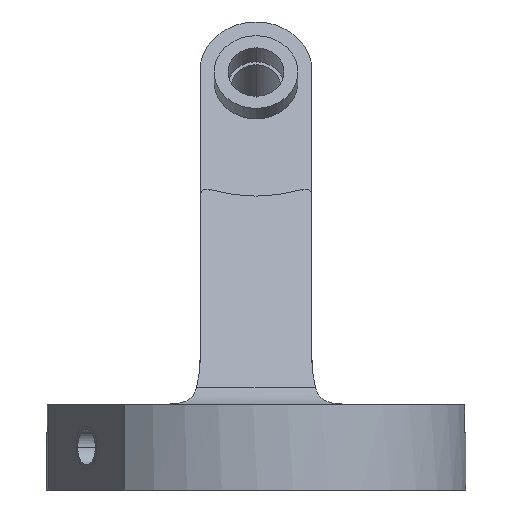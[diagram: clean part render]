
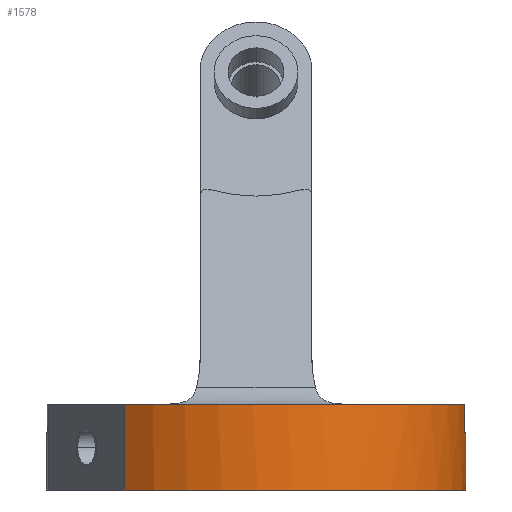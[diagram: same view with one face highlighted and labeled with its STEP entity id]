
A CAD part, left-side view. The second image highlights one B-rep face of the part: STEP entity #1578.
In plain terms, the highlighted cylindrical face has radius 15 mm (diameter 30 mm), a partial arc.
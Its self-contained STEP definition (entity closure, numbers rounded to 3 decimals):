
#336=DIRECTION('',(0.,0.,1.));
#337=VECTOR('',#336,2.);
#338=CARTESIAN_POINT('',(-1.327,-14.941,4.1));
#339=LINE('',#338,#337);
#340=DIRECTION('',(0.,0.,-1.));
#341=VECTOR('',#340,2.);
#342=CARTESIAN_POINT('',(1.327,-14.941,6.1));
#343=LINE('',#342,#341);
#344=CARTESIAN_POINT('',(0.,0.,6.1));
#345=DIRECTION('',(0.,0.,1.));
#346=DIRECTION('',(0.088,-0.996,0.));
#347=AXIS2_PLACEMENT_3D('',#344,#345,#346);
#349=DIRECTION('',(0.,0.,1.));
#350=VECTOR('',#349,6.1);
#351=CARTESIAN_POINT('',(2.336,-14.817,0.));
#352=LINE('',#351,#350);
#353=CARTESIAN_POINT('',(0.,0.,0.));
#354=DIRECTION('',(0.,0.,-1.));
#355=DIRECTION('',(0.156,-0.988,0.));
#356=AXIS2_PLACEMENT_3D('',#353,#354,#355);
#358=DIRECTION('',(0.,0.,1.));
#359=VECTOR('',#358,6.1);
#360=CARTESIAN_POINT('',(-11.664,9.432,0.));
#361=LINE('',#360,#359);
#362=CARTESIAN_POINT('',(0.,0.,6.1));
#363=DIRECTION('',(0.,0.,1.));
#364=DIRECTION('',(-0.778,0.629,0.));
#365=AXIS2_PLACEMENT_3D('',#362,#363,#364);
#734=CARTESIAN_POINT('',(0.,0.,4.1));
#735=DIRECTION('',(0.,0.,-1.));
#736=DIRECTION('',(0.088,-0.996,0.));
#737=AXIS2_PLACEMENT_3D('',#734,#735,#736);
#964=CARTESIAN_POINT('',(-11.664,9.432,0.));
#966=VERTEX_POINT('',#964);
#968=CARTESIAN_POINT('',(-11.664,9.432,6.1));
#970=VERTEX_POINT('',#968);
#972=CARTESIAN_POINT('',(2.336,-14.817,0.));
#973=VERTEX_POINT('',#972);
#982=CARTESIAN_POINT('',(-1.327,-14.941,6.1));
#984=VERTEX_POINT('',#982);
#988=CARTESIAN_POINT('',(-1.327,-14.941,4.1));
#989=VERTEX_POINT('',#988);
#994=CARTESIAN_POINT('',(1.327,-14.941,6.1));
#995=VERTEX_POINT('',#994);
#996=CARTESIAN_POINT('',(1.327,-14.941,4.1));
#997=VERTEX_POINT('',#996);
#1006=CARTESIAN_POINT('',(2.336,-14.817,6.1));
#1007=VERTEX_POINT('',#1006);
#1556=CARTESIAN_POINT('',(0.,0.,0.));
#1557=DIRECTION('',(0.,0.,1.));
#1558=DIRECTION('',(0.,-1.,0.));
#1559=AXIS2_PLACEMENT_3D('',#1556,#1557,#1558);
#1560=CYLINDRICAL_SURFACE('',#1559,15.);
#1562=ORIENTED_EDGE('',*,*,#1561,.F.);
#1564=ORIENTED_EDGE('',*,*,#1563,.F.);
#1566=ORIENTED_EDGE('',*,*,#1565,.F.);
#1568=ORIENTED_EDGE('',*,*,#1567,.T.);
#1570=ORIENTED_EDGE('',*,*,#1569,.F.);
#1571=ORIENTED_EDGE('',*,*,#1117,.T.);
#1573=ORIENTED_EDGE('',*,*,#1572,.T.);
#1575=ORIENTED_EDGE('',*,*,#1574,.T.);
#1576=EDGE_LOOP('',(#1562,#1564,#1566,#1568,#1570,#1571,#1573,#1575));
#1577=FACE_OUTER_BOUND('',#1576,.F.);
#1578=ADVANCED_FACE('',(#1577),#1560,.T.);
#348=CIRCLE('',#347,15.);
#357=CIRCLE('',#356,15.);
#366=CIRCLE('',#365,15.);
#738=CIRCLE('',#737,15.);
#1117=EDGE_CURVE('',#973,#966,#357,.T.);
#1561=EDGE_CURVE('',#989,#984,#339,.T.);
#1563=EDGE_CURVE('',#997,#989,#738,.T.);
#1565=EDGE_CURVE('',#995,#997,#343,.T.);
#1567=EDGE_CURVE('',#995,#1007,#348,.T.);
#1569=EDGE_CURVE('',#973,#1007,#352,.T.);
#1572=EDGE_CURVE('',#966,#970,#361,.T.);
#1574=EDGE_CURVE('',#970,#984,#366,.T.);
